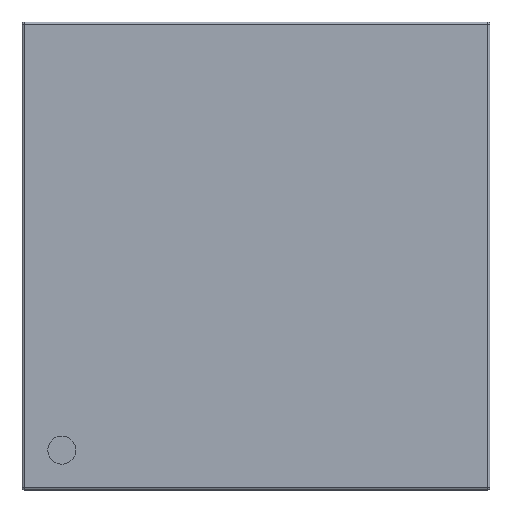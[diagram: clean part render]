
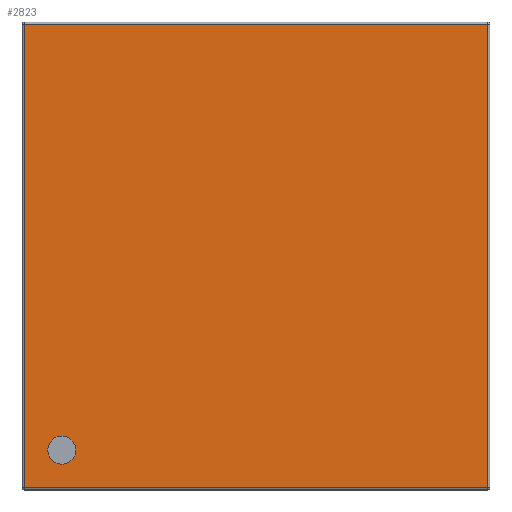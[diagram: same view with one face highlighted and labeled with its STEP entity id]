
A CAD part, top view. The second image highlights one B-rep face of the part: STEP entity #2823.
In plain terms, the highlighted planar face has unit normal (0, 0, 1).
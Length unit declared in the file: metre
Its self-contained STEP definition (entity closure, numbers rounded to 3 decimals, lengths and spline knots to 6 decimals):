
#25=CIRCLE('',#3194,0.00015);
#431=ORIENTED_EDGE('',*,*,#1020,.F.);
#432=ORIENTED_EDGE('',*,*,#1021,.T.);
#433=ORIENTED_EDGE('',*,*,#1022,.T.);
#434=ORIENTED_EDGE('',*,*,#1023,.T.);
#435=ORIENTED_EDGE('',*,*,#1024,.T.);
#1020=EDGE_CURVE('',#1343,#1343,#25,.T.);
#1021=EDGE_CURVE('',#1344,#1345,#1650,.F.);
#1022=EDGE_CURVE('',#1345,#1346,#1651,.F.);
#1023=EDGE_CURVE('',#1346,#1347,#1652,.T.);
#1024=EDGE_CURVE('',#1347,#1344,#1653,.T.);
#1343=VERTEX_POINT('',#4501);
#1344=VERTEX_POINT('',#4503);
#1345=VERTEX_POINT('',#4504);
#1346=VERTEX_POINT('',#4506);
#1347=VERTEX_POINT('',#4508);
#1650=LINE('',#4502,#2012);
#1651=LINE('',#4505,#2013);
#1652=LINE('',#4507,#2014);
#1653=LINE('',#4509,#2015);
#2012=VECTOR('',#3697,1.);
#2013=VECTOR('',#3698,1.);
#2014=VECTOR('',#3699,1.);
#2015=VECTOR('',#3700,1.);
#2276=EDGE_LOOP('',(#431));
#2277=EDGE_LOOP('',(#432,#433,#434,#435));
#2468=FACE_BOUND('',#2276,.T.);
#2469=FACE_BOUND('',#2277,.T.);
#2660=PLANE('',#3193);
#2823=ADVANCED_FACE('',(#2468,#2469),#2660,.T.);
#3193=AXIS2_PLACEMENT_3D('',#4499,#3693,#3694);
#3194=AXIS2_PLACEMENT_3D('',#4500,#3695,#3696);
#3693=DIRECTION('',(0.,0.,1.));
#3694=DIRECTION('',(1.,0.,0.));
#3695=DIRECTION('',(0.,0.,1.));
#3696=DIRECTION('',(1.,0.,0.));
#3697=DIRECTION('',(0.,-1.,0.));
#3698=DIRECTION('',(1.,0.,0.));
#3699=DIRECTION('',(0.,-1.,0.));
#3700=DIRECTION('',(1.,0.,0.));
#4499=CARTESIAN_POINT('',(0.,0.,0.0009));
#4500=CARTESIAN_POINT('',(-0.002075,-0.002075,0.0009));
#4501=CARTESIAN_POINT('',(-0.001925,-0.002075,0.0009));
#4502=CARTESIAN_POINT('',(0.002475,0.,0.0009));
#4503=CARTESIAN_POINT('',(0.002475,-0.002475,0.0009));
#4504=CARTESIAN_POINT('',(0.002475,0.002475,0.0009));
#4505=CARTESIAN_POINT('',(0.,0.002475,0.0009));
#4506=CARTESIAN_POINT('',(-0.002475,0.002475,0.0009));
#4507=CARTESIAN_POINT('',(-0.002475,-0.0025,0.0009));
#4508=CARTESIAN_POINT('',(-0.002475,-0.002475,0.0009));
#4509=CARTESIAN_POINT('',(0.0025,-0.002475,0.0009));
